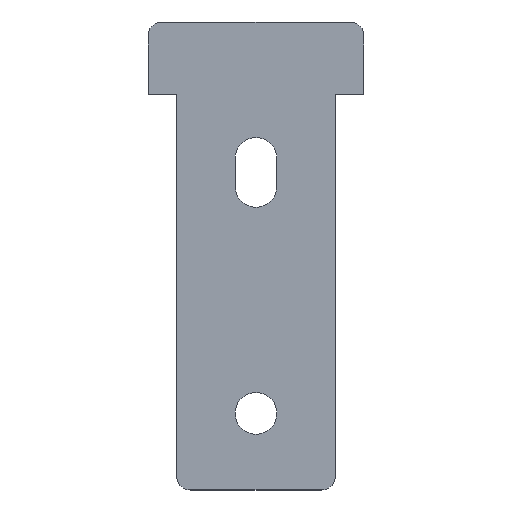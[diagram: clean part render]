
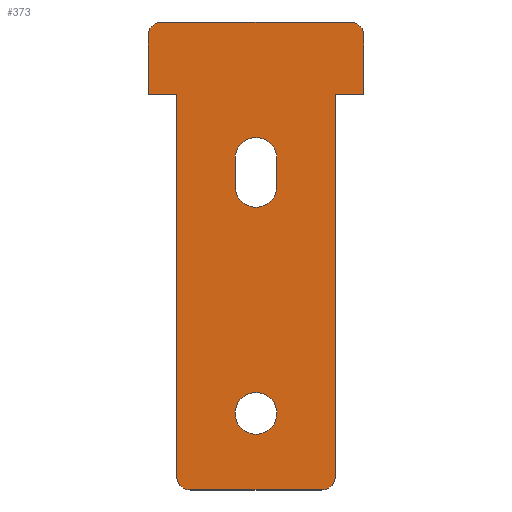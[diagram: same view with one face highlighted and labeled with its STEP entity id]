
A CAD part, top view. The second image highlights one B-rep face of the part: STEP entity #373.
In plain terms, the highlighted planar face has unit normal (0, 0, 1).
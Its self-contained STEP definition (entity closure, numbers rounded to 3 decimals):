
#17=FACE_BOUND('',#71,.T.);
#18=FACE_BOUND('',#72,.T.);
#30=PLANE('',#420);
#49=FACE_OUTER_BOUND('',#70,.T.);
#70=EDGE_LOOP('',(#331,#332,#333,#334,#335,#336,#337,#338,#339,#340,#341,
#342));
#71=EDGE_LOOP('',(#343,#344,#345,#346));
#72=EDGE_LOOP('',(#347));
#77=LINE('',#541,#114);
#89=LINE('',#579,#126);
#93=LINE('',#589,#130);
#97=LINE('',#602,#134);
#100=LINE('',#610,#137);
#102=LINE('',#616,#139);
#104=LINE('',#620,#141);
#106=LINE('',#623,#143);
#107=LINE('',#626,#144);
#109=LINE('',#629,#146);
#114=VECTOR('',#435,10.);
#126=VECTOR('',#467,10.);
#130=VECTOR('',#477,10.);
#134=VECTOR('',#491,10.);
#137=VECTOR('',#500,10.);
#139=VECTOR('',#508,10.);
#141=VECTOR('',#512,10.);
#143=VECTOR('',#516,10.);
#144=VECTOR('',#519,10.);
#146=VECTOR('',#523,10.);
#147=CIRCLE('',#389,1.);
#155=CIRCLE('',#400,1.);
#156=CIRCLE('',#403,1.);
#157=CIRCLE('',#406,1.);
#158=CIRCLE('',#408,1.5);
#159=CIRCLE('',#411,1.5);
#160=CIRCLE('',#414,1.5);
#161=VERTEX_POINT('',#528);
#162=VERTEX_POINT('',#529);
#166=VERTEX_POINT('',#539);
#181=VERTEX_POINT('',#573);
#182=VERTEX_POINT('',#577);
#183=VERTEX_POINT('',#581);
#184=VERTEX_POINT('',#582);
#185=VERTEX_POINT('',#587);
#186=VERTEX_POINT('',#591);
#187=VERTEX_POINT('',#595);
#188=VERTEX_POINT('',#599);
#189=VERTEX_POINT('',#601);
#190=VERTEX_POINT('',#605);
#191=VERTEX_POINT('',#609);
#192=VERTEX_POINT('',#615);
#193=VERTEX_POINT('',#619);
#194=VERTEX_POINT('',#625);
#195=EDGE_CURVE('',#161,#162,#147,.T.);
#201=EDGE_CURVE('',#161,#166,#77,.T.);
#217=EDGE_CURVE('',#181,#166,#155,.T.);
#220=EDGE_CURVE('',#181,#182,#89,.T.);
#221=EDGE_CURVE('',#183,#184,#156,.T.);
#225=EDGE_CURVE('',#183,#185,#93,.T.);
#226=EDGE_CURVE('',#186,#185,#157,.T.);
#228=EDGE_CURVE('',#187,#187,#158,.T.);
#231=EDGE_CURVE('',#189,#188,#97,.T.);
#233=EDGE_CURVE('',#190,#189,#159,.T.);
#235=EDGE_CURVE('',#191,#190,#100,.T.);
#237=EDGE_CURVE('',#188,#191,#160,.T.);
#238=EDGE_CURVE('',#192,#162,#102,.T.);
#240=EDGE_CURVE('',#193,#192,#104,.T.);
#242=EDGE_CURVE('',#186,#193,#106,.T.);
#243=EDGE_CURVE('',#194,#184,#107,.T.);
#245=EDGE_CURVE('',#182,#194,#109,.T.);
#331=ORIENTED_EDGE('',*,*,#195,.F.);
#332=ORIENTED_EDGE('',*,*,#201,.T.);
#333=ORIENTED_EDGE('',*,*,#217,.F.);
#334=ORIENTED_EDGE('',*,*,#220,.T.);
#335=ORIENTED_EDGE('',*,*,#245,.T.);
#336=ORIENTED_EDGE('',*,*,#243,.T.);
#337=ORIENTED_EDGE('',*,*,#221,.F.);
#338=ORIENTED_EDGE('',*,*,#225,.T.);
#339=ORIENTED_EDGE('',*,*,#226,.F.);
#340=ORIENTED_EDGE('',*,*,#242,.T.);
#341=ORIENTED_EDGE('',*,*,#240,.T.);
#342=ORIENTED_EDGE('',*,*,#238,.T.);
#343=ORIENTED_EDGE('',*,*,#237,.T.);
#344=ORIENTED_EDGE('',*,*,#235,.T.);
#345=ORIENTED_EDGE('',*,*,#233,.T.);
#346=ORIENTED_EDGE('',*,*,#231,.T.);
#347=ORIENTED_EDGE('',*,*,#228,.T.);
#373=ADVANCED_FACE('',(#49,#17,#18),#30,.T.);
#389=AXIS2_PLACEMENT_3D('',#530,#425,#426);
#400=AXIS2_PLACEMENT_3D('',#574,#461,#462);
#403=AXIS2_PLACEMENT_3D('',#583,#470,#471);
#406=AXIS2_PLACEMENT_3D('',#592,#480,#481);
#408=AXIS2_PLACEMENT_3D('',#596,#485,#486);
#411=AXIS2_PLACEMENT_3D('',#606,#495,#496);
#414=AXIS2_PLACEMENT_3D('',#613,#504,#505);
#420=AXIS2_PLACEMENT_3D('',#630,#524,#525);
#425=DIRECTION('center_axis',(0.,0.,-1.));
#426=DIRECTION('ref_axis',(-0.707,-0.707,0.));
#435=DIRECTION('',(1.,0.,0.));
#461=DIRECTION('center_axis',(0.,0.,-1.));
#462=DIRECTION('ref_axis',(0.707,-0.707,0.));
#467=DIRECTION('',(0.,1.,0.));
#470=DIRECTION('center_axis',(0.,0.,-1.));
#471=DIRECTION('ref_axis',(0.707,0.707,0.));
#477=DIRECTION('',(-1.,0.,0.));
#480=DIRECTION('center_axis',(0.,0.,-1.));
#481=DIRECTION('ref_axis',(-0.707,0.707,0.));
#485=DIRECTION('center_axis',(0.,0.,-1.));
#486=DIRECTION('ref_axis',(1.,0.,0.));
#491=DIRECTION('',(0.,-1.,0.));
#495=DIRECTION('center_axis',(0.,0.,-1.));
#496=DIRECTION('ref_axis',(1.,0.,0.));
#500=DIRECTION('',(0.,1.,0.));
#504=DIRECTION('center_axis',(0.,0.,-1.));
#505=DIRECTION('ref_axis',(-1.,0.,0.));
#508=DIRECTION('',(0.,-1.,0.));
#512=DIRECTION('',(1.,0.,0.));
#516=DIRECTION('',(0.,-1.,0.));
#519=DIRECTION('',(0.,1.,0.));
#523=DIRECTION('',(1.,0.,0.));
#524=DIRECTION('center_axis',(0.,0.,1.));
#525=DIRECTION('ref_axis',(1.,0.,0.));
#528=CARTESIAN_POINT('',(59.45,19.929,2.5));
#529=CARTESIAN_POINT('',(58.45,20.929,2.5));
#530=CARTESIAN_POINT('Origin',(59.45,20.929,2.5));
#539=CARTESIAN_POINT('',(68.85,19.929,2.5));
#541=CARTESIAN_POINT('',(69.85,19.929,2.5));
#573=CARTESIAN_POINT('',(69.85,20.929,2.5));
#574=CARTESIAN_POINT('Origin',(68.85,20.929,2.5));
#577=CARTESIAN_POINT('',(69.85,48.329,2.5));
#579=CARTESIAN_POINT('',(69.85,48.329,2.5));
#581=CARTESIAN_POINT('',(70.9,53.529,2.5));
#582=CARTESIAN_POINT('',(71.9,52.529,2.5));
#583=CARTESIAN_POINT('Origin',(70.9,52.529,2.5));
#587=CARTESIAN_POINT('',(57.4,53.529,2.5));
#589=CARTESIAN_POINT('',(56.4,53.529,2.5));
#591=CARTESIAN_POINT('',(56.4,52.529,2.5));
#592=CARTESIAN_POINT('Origin',(57.4,52.529,2.5));
#595=CARTESIAN_POINT('',(62.65,25.429,2.5));
#596=CARTESIAN_POINT('Origin',(64.15,25.429,2.5));
#599=CARTESIAN_POINT('',(65.65,41.729,2.5));
#601=CARTESIAN_POINT('',(65.65,43.729,2.5));
#602=CARTESIAN_POINT('',(65.65,41.729,2.5));
#605=CARTESIAN_POINT('',(62.65,43.729,2.5));
#606=CARTESIAN_POINT('Origin',(64.15,43.729,2.5));
#609=CARTESIAN_POINT('',(62.65,41.729,2.5));
#610=CARTESIAN_POINT('',(62.65,43.729,2.5));
#613=CARTESIAN_POINT('Origin',(64.15,41.729,2.5));
#615=CARTESIAN_POINT('',(58.45,48.329,2.5));
#616=CARTESIAN_POINT('',(58.45,19.929,2.5));
#619=CARTESIAN_POINT('',(56.4,48.329,2.5));
#620=CARTESIAN_POINT('',(56.4,48.329,2.5));
#623=CARTESIAN_POINT('',(56.4,48.329,2.5));
#625=CARTESIAN_POINT('',(71.9,48.329,2.5));
#626=CARTESIAN_POINT('',(71.9,53.529,2.5));
#629=CARTESIAN_POINT('',(69.85,48.329,2.5));
#630=CARTESIAN_POINT('Origin',(64.15,36.729,2.5));
